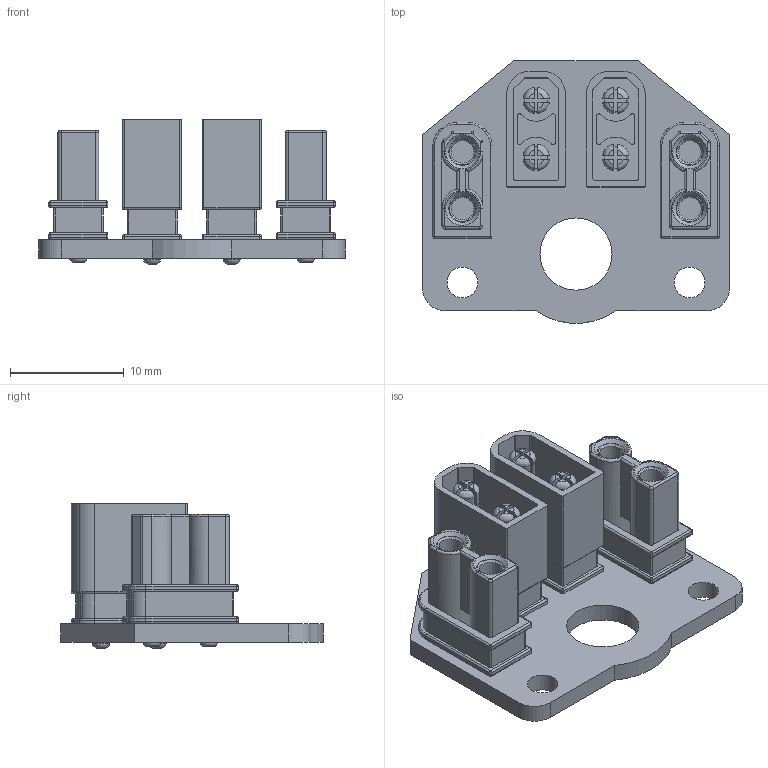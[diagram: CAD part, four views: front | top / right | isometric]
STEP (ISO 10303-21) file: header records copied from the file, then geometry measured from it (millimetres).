
FILE_DESCRIPTION(('KiCad electronic assembly'),'2;1');
FILE_NAME('PowerSwitch.step','2024-07-15T19:48:25',('Pcbnew'),('Kicad'), 'Open CASCADE STEP processor 7.6','KiCad to STEP converter','Unknown' );
FILE_SCHEMA(('AUTOMOTIVE_DESIGN { 1 0 10303 214 1 1 1 1 }'));
Length unit declared in the file: millimetre
Products named in the file (6): PowerSwitch 1; XT30UPB-M; Assembly; XT30UPB-F; PowerSwitch_PCB
Assembly tree (7 placements, depth 3):
  PowerSwitch 1
    XT30UPB-M  x2
      Assembly
    XT30UPB-F  x2
      Assembly
    PowerSwitch_PCB
Bounding box: 27 x 23.08 x 12.7 mm (x, y, z)
Volume: 1716.1 mm3; surface area: 4618 mm2
Topology: 13 solids, 13 shells, 614 faces, 1482 edges, 884 vertices
Faces by surface type: cylinder 250, plane 196, torus 108, sphere 28, bspline 24, cone 8
Full cylindrical faces by diameter (mm): 1.5 x8, 2 x8, 2.4 x8, 2.7 x10, 6.35 x1
Entity records: 10954 total; most frequent: CARTESIAN_POINT 3155, DIRECTION 1738, ORIENTED_EDGE 1520, EDGE_CURVE 760, AXIS2_PLACEMENT_3D 709, VERTEX_POINT 464, CIRCLE 394, FACE_BOUND 364
